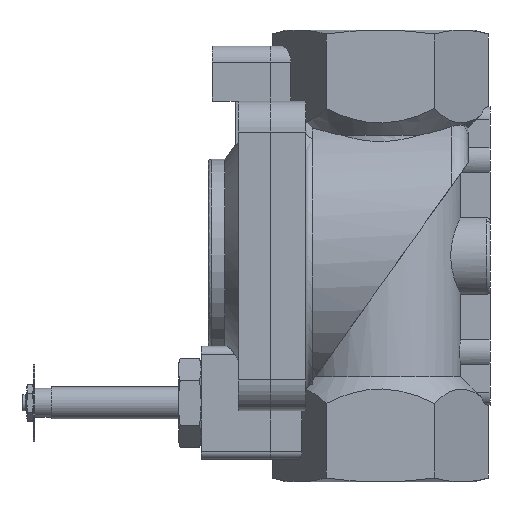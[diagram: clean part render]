
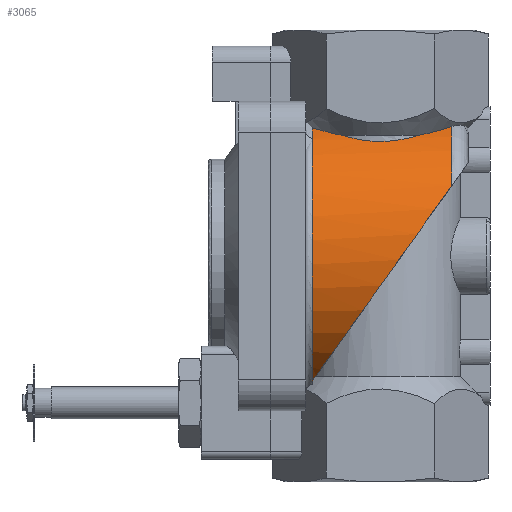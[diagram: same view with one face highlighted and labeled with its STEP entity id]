
A CAD part, left-side view. The second image highlights one B-rep face of the part: STEP entity #3065.
In plain terms, the highlighted cylindrical face has radius 43.5 mm (diameter 87 mm), a partial arc.
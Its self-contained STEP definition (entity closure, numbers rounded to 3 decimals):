
#186=CIRCLE('',#3291,43.5);
#190=CIRCLE('',#3298,43.5);
#316=ELLIPSE('',#3284,53.432,43.5);
#780=ORIENTED_EDGE('',*,*,#1701,.T.);
#781=ORIENTED_EDGE('',*,*,#1670,.F.);
#782=ORIENTED_EDGE('',*,*,#1694,.F.);
#783=ORIENTED_EDGE('',*,*,#1680,.F.);
#784=ORIENTED_EDGE('',*,*,#1702,.F.);
#785=ORIENTED_EDGE('',*,*,#1678,.F.);
#1670=EDGE_CURVE('',#2131,#2132,#316,.T.);
#1678=EDGE_CURVE('',#2139,#2140,#2432,.T.);
#1680=EDGE_CURVE('',#2141,#2142,#2433,.T.);
#1694=EDGE_CURVE('',#2142,#2131,#186,.T.);
#1701=EDGE_CURVE('',#2139,#2132,#190,.T.);
#1702=EDGE_CURVE('',#2140,#2141,#2447,.T.);
#2131=VERTEX_POINT('',#4696);
#2132=VERTEX_POINT('',#4698);
#2139=VERTEX_POINT('',#4746);
#2140=VERTEX_POINT('',#4752);
#2141=VERTEX_POINT('',#4754);
#2142=VERTEX_POINT('',#4760);
#2432=B_SPLINE_CURVE_WITH_KNOTS('',3,(#4747,#4748,#4749,#4750,#4751),
 .UNSPECIFIED.,.F.,.F.,(4,1,4),(-0.031,-0.025,
-0.02),.UNSPECIFIED.);
#2433=B_SPLINE_CURVE_WITH_KNOTS('',3,(#4755,#4756,#4757,#4758,#4759),
 .UNSPECIFIED.,.F.,.F.,(4,1,4),(0.004,0.01,
0.016),.UNSPECIFIED.);
#2447=B_SPLINE_CURVE_WITH_KNOTS('',3,(#4869,#4870,#4871,#4872,#4873,#4874,
#4875,#4876,#4877,#4878),.UNSPECIFIED.,.F.,.F.,(4,1,1,1,1,1,1,4),(0.028,
0.031,0.034,0.037,0.04,
0.047,0.05,0.053),.UNSPECIFIED.);
#2551=EDGE_LOOP('',(#780,#781,#782,#783,#784,#785));
#2785=FACE_BOUND('',#2551,.T.);
#3011=CYLINDRICAL_SURFACE('',#3297,43.5);
#3065=ADVANCED_FACE('',(#2785),#3011,.T.);
#3284=AXIS2_PLACEMENT_3D('',#4697,#3654,#3655);
#3291=AXIS2_PLACEMENT_3D('',#4844,#3669,#3670);
#3297=AXIS2_PLACEMENT_3D('',#4867,#3682,#3683);
#3298=AXIS2_PLACEMENT_3D('',#4868,#3684,#3685);
#3654=DIRECTION('',(0.,-0.814,0.581));
#3655=DIRECTION('',(0.,-0.581,-0.814));
#3669=DIRECTION('',(0.,-1.,0.));
#3670=DIRECTION('',(0.,0.,-1.));
#3682=DIRECTION('',(0.,-1.,0.));
#3683=DIRECTION('',(0.,0.,-1.));
#3684=DIRECTION('',(0.,-1.,0.));
#3685=DIRECTION('',(0.,0.,-1.));
#4696=CARTESIAN_POINT('',(37.602,-22.2,48.13));
#4697=CARTESIAN_POINT('',(0.,-6.6,70.));
#4698=CARTESIAN_POINT('',(19.787,21.032,108.739));
#4746=CARTESIAN_POINT('',(17.743,21.032,30.283));
#4747=CARTESIAN_POINT('',(17.743,21.032,30.283));
#4748=CARTESIAN_POINT('',(18.718,19.64,30.719));
#4749=CARTESIAN_POINT('',(20.429,16.708,31.568));
#4750=CARTESIAN_POINT('',(21.716,13.467,32.303));
#4751=CARTESIAN_POINT('',(22.24,11.819,32.615));
#4752=CARTESIAN_POINT('',(22.24,11.819,32.615));
#4754=CARTESIAN_POINT('',(22.24,-11.819,32.615));
#4755=CARTESIAN_POINT('',(22.24,-11.819,32.615));
#4756=CARTESIAN_POINT('',(21.643,-13.698,32.26));
#4757=CARTESIAN_POINT('',(20.169,-17.323,31.419));
#4758=CARTESIAN_POINT('',(18.07,-20.669,30.41));
#4759=CARTESIAN_POINT('',(16.883,-22.2,29.91));
#4760=CARTESIAN_POINT('',(16.883,-22.2,29.91));
#4844=CARTESIAN_POINT('',(0.,-22.2,70.));
#4867=CARTESIAN_POINT('',(0.,-27.2,70.));
#4868=CARTESIAN_POINT('',(0.,21.032,70.));
#4869=CARTESIAN_POINT('',(22.24,11.819,32.615));
#4870=CARTESIAN_POINT('',(22.706,10.941,32.893));
#4871=CARTESIAN_POINT('',(23.539,9.128,33.411));
#4872=CARTESIAN_POINT('',(24.482,6.175,34.039));
#4873=CARTESIAN_POINT('',(25.052,3.146,34.437));
#4874=CARTESIAN_POINT('',(25.316,-1.043,34.627));
#4875=CARTESIAN_POINT('',(24.799,-5.176,34.252));
#4876=CARTESIAN_POINT('',(23.547,-9.106,33.417));
#4877=CARTESIAN_POINT('',(22.711,-10.932,32.895));
#4878=CARTESIAN_POINT('',(22.24,-11.819,32.615));
